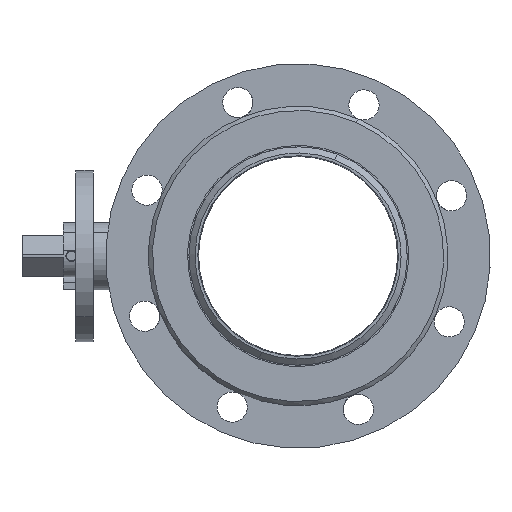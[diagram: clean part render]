
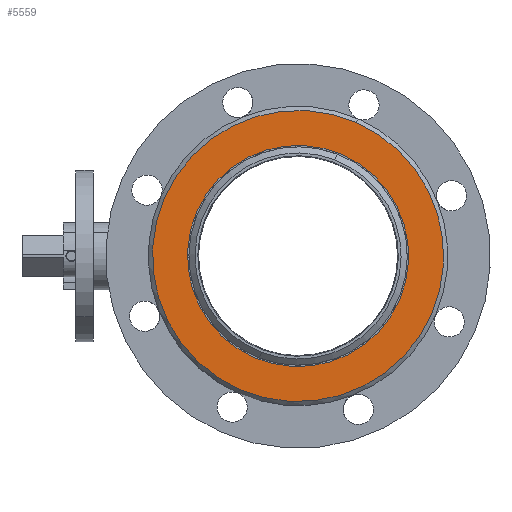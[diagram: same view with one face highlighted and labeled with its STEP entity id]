
A CAD part, left-side view. The second image highlights one B-rep face of the part: STEP entity #5559.
In plain terms, the highlighted face is planar.
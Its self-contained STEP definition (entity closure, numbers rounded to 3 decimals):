
#53 = CIRCLE ( 'NONE', #5427, 106. ) ;
#602 = CARTESIAN_POINT ( 'NONE',  ( 0., 0., 28. ) ) ;
#898 = ORIENTED_EDGE ( 'NONE', *, *, #2697, .F. ) ;
#1157 = DIRECTION ( 'NONE',  ( 0., 0., 1. ) ) ;
#1479 = DIRECTION ( 'NONE',  ( 1., 0., 0. ) ) ;
#1588 = CARTESIAN_POINT ( 'NONE',  ( 0., 0., 28. ) ) ;
#1637 = AXIS2_PLACEMENT_3D ( 'NONE', #5265, #3490, #1479 ) ;
#1670 = VERTEX_POINT ( 'NONE', #5058 ) ;
#1752 = ORIENTED_EDGE ( 'NONE', *, *, #3729, .T. ) ;
#2077 = CARTESIAN_POINT ( 'NONE',  ( 80.5, 0., 28. ) ) ;
#2440 = AXIS2_PLACEMENT_3D ( 'NONE', #4948, #2682, #3075 ) ;
#2450 = ORIENTED_EDGE ( 'NONE', *, *, #5479, .T. ) ;
#2486 = FACE_BOUND ( 'NONE', #5344, .T. ) ;
#2682 = DIRECTION ( 'NONE',  ( 0., 0., 1. ) ) ;
#2697 = EDGE_CURVE ( 'NONE', #5788, #3670, #4319, .T. ) ;
#2814 = AXIS2_PLACEMENT_3D ( 'NONE', #4567, #1157, #3973 ) ;
#2894 = VERTEX_POINT ( 'NONE', #3139 ) ;
#2919 = DIRECTION ( 'NONE',  ( 1., 0., 0. ) ) ;
#3075 = DIRECTION ( 'NONE',  ( 1., 0., 0. ) ) ;
#3139 = CARTESIAN_POINT ( 'NONE',  ( 106., 0., 28. ) ) ;
#3458 = PLANE ( 'NONE',  #1637 ) ;
#3485 = DIRECTION ( 'NONE',  ( 0., 0., 1. ) ) ;
#3489 = ORIENTED_EDGE ( 'NONE', *, *, #4303, .F. ) ;
#3490 = DIRECTION ( 'NONE',  ( 0., 0., 1. ) ) ;
#3640 = EDGE_LOOP ( 'NONE', ( #2450, #1752 ) ) ;
#3670 = VERTEX_POINT ( 'NONE', #2077 ) ;
#3729 = EDGE_CURVE ( 'NONE', #2894, #1670, #4131, .T. ) ;
#3973 = DIRECTION ( 'NONE',  ( 1., 0., 0. ) ) ;
#4052 = CIRCLE ( 'NONE', #2440, 80.5 ) ;
#4131 = CIRCLE ( 'NONE', #4934, 106. ) ;
#4303 = EDGE_CURVE ( 'NONE', #3670, #5788, #4052, .T. ) ;
#4319 = CIRCLE ( 'NONE', #2814, 80.5 ) ;
#4567 = CARTESIAN_POINT ( 'NONE',  ( 0., 0., 28. ) ) ;
#4890 = FACE_OUTER_BOUND ( 'NONE', #3640, .T. ) ;
#4934 = AXIS2_PLACEMENT_3D ( 'NONE', #602, #3485, #2919 ) ;
#4941 = DIRECTION ( 'NONE',  ( 1., 0., 0. ) ) ;
#4948 = CARTESIAN_POINT ( 'NONE',  ( 0., 0., 28. ) ) ;
#5058 = CARTESIAN_POINT ( 'NONE',  ( -106., 0., 28. ) ) ;
#5265 = CARTESIAN_POINT ( 'NONE',  ( 0., 0., 28. ) ) ;
#5344 = EDGE_LOOP ( 'NONE', ( #898, #3489 ) ) ;
#5402 = DIRECTION ( 'NONE',  ( 0., 0., 1. ) ) ;
#5427 = AXIS2_PLACEMENT_3D ( 'NONE', #1588, #5402, #4941 ) ;
#5479 = EDGE_CURVE ( 'NONE', #1670, #2894, #53, .T. ) ;
#5559 = ADVANCED_FACE ( 'NONE', ( #4890, #2486 ), #3458, .T. ) ;
#5685 = CARTESIAN_POINT ( 'NONE',  ( -80.5, 0., 28. ) ) ;
#5788 = VERTEX_POINT ( 'NONE', #5685 ) ;
